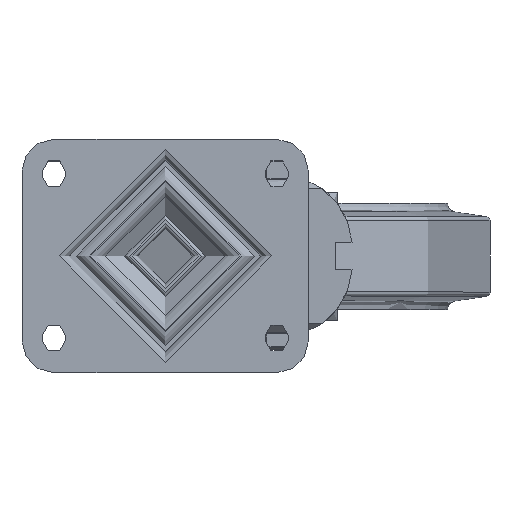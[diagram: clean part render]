
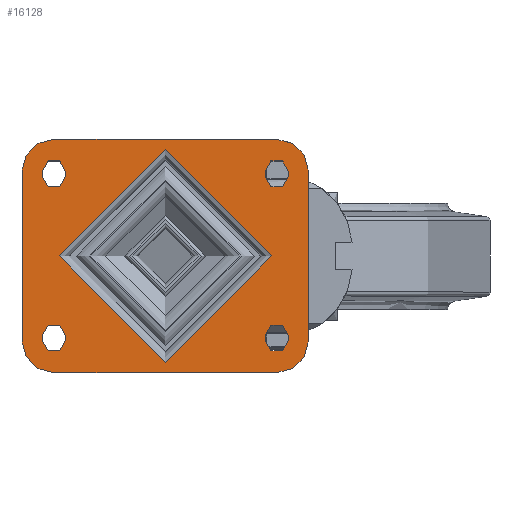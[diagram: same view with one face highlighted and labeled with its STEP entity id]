
A CAD part, top view. The second image highlights one B-rep face of the part: STEP entity #16128.
In plain terms, the highlighted planar face has unit normal (0, 0, 1).
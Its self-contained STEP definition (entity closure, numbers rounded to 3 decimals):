
#1737=FACE_BOUND('',#3906,.T.);
#1738=FACE_BOUND('',#3907,.T.);
#1739=FACE_BOUND('',#3908,.T.);
#1740=FACE_BOUND('',#3909,.T.);
#1741=FACE_BOUND('',#3910,.T.);
#1968=PLANE('',#17524);
#2826=FACE_OUTER_BOUND('',#3905,.T.);
#3905=EDGE_LOOP('',(#13695,#13696,#13697,#13698,#13699,#13700,#13701,#13702));
#3906=EDGE_LOOP('',(#13703));
#3907=EDGE_LOOP('',(#13704,#13705,#13706,#13707));
#3908=EDGE_LOOP('',(#13708,#13709,#13710,#13711));
#3909=EDGE_LOOP('',(#13712,#13713,#13714,#13715));
#3910=EDGE_LOOP('',(#13716,#13717,#13718,#13719));
#4682=LINE('',#86782,#5495);
#4683=LINE('',#86786,#5496);
#4684=LINE('',#86790,#5497);
#4685=LINE('',#86793,#5498);
#4686=LINE('',#86796,#5499);
#4687=LINE('',#86800,#5500);
#4688=LINE('',#86804,#5501);
#4689=LINE('',#86808,#5502);
#4690=LINE('',#86812,#5503);
#4691=LINE('',#86816,#5504);
#4692=LINE('',#86820,#5505);
#4693=LINE('',#86824,#5506);
#5495=VECTOR('',#20190,1000.);
#5496=VECTOR('',#20193,1000.);
#5497=VECTOR('',#20196,1000.);
#5498=VECTOR('',#20199,1000.);
#5499=VECTOR('',#20200,1000.);
#5500=VECTOR('',#20203,1000.);
#5501=VECTOR('',#20206,1000.);
#5502=VECTOR('',#20209,1000.);
#5503=VECTOR('',#20212,1000.);
#5504=VECTOR('',#20215,1000.);
#5505=VECTOR('',#20218,1000.);
#5506=VECTOR('',#20221,1000.);
#6328=CIRCLE('',#17488,49.975);
#6350=CIRCLE('',#17525,15.);
#6351=CIRCLE('',#17526,15.);
#6352=CIRCLE('',#17527,15.);
#6353=CIRCLE('',#17528,15.);
#6354=CIRCLE('',#17529,5.5);
#6355=CIRCLE('',#17530,5.5);
#6356=CIRCLE('',#17531,5.5);
#6357=CIRCLE('',#17532,5.5);
#6358=CIRCLE('',#17533,5.5);
#6359=CIRCLE('',#17534,5.5);
#6360=CIRCLE('',#17535,5.5);
#6361=CIRCLE('',#17536,5.5);
#7580=VERTEX_POINT('',#86723);
#7595=VERTEX_POINT('',#86778);
#7596=VERTEX_POINT('',#86779);
#7597=VERTEX_POINT('',#86781);
#7598=VERTEX_POINT('',#86783);
#7599=VERTEX_POINT('',#86785);
#7600=VERTEX_POINT('',#86787);
#7601=VERTEX_POINT('',#86789);
#7602=VERTEX_POINT('',#86791);
#7603=VERTEX_POINT('',#86794);
#7604=VERTEX_POINT('',#86795);
#7605=VERTEX_POINT('',#86797);
#7606=VERTEX_POINT('',#86799);
#7607=VERTEX_POINT('',#86802);
#7608=VERTEX_POINT('',#86803);
#7609=VERTEX_POINT('',#86805);
#7610=VERTEX_POINT('',#86807);
#7611=VERTEX_POINT('',#86810);
#7612=VERTEX_POINT('',#86811);
#7613=VERTEX_POINT('',#86813);
#7614=VERTEX_POINT('',#86815);
#7615=VERTEX_POINT('',#86818);
#7616=VERTEX_POINT('',#86819);
#7617=VERTEX_POINT('',#86821);
#7618=VERTEX_POINT('',#86823);
#9682=EDGE_CURVE('',#7580,#7580,#6328,.T.);
#9706=EDGE_CURVE('',#7595,#7596,#6350,.T.);
#9707=EDGE_CURVE('',#7597,#7596,#4682,.T.);
#9708=EDGE_CURVE('',#7598,#7597,#6351,.T.);
#9709=EDGE_CURVE('',#7599,#7598,#4683,.T.);
#9710=EDGE_CURVE('',#7600,#7599,#6352,.T.);
#9711=EDGE_CURVE('',#7601,#7600,#4684,.T.);
#9712=EDGE_CURVE('',#7601,#7602,#6353,.T.);
#9713=EDGE_CURVE('',#7595,#7602,#4685,.T.);
#9714=EDGE_CURVE('',#7603,#7604,#4686,.T.);
#9715=EDGE_CURVE('',#7604,#7605,#6354,.T.);
#9716=EDGE_CURVE('',#7605,#7606,#4687,.T.);
#9717=EDGE_CURVE('',#7606,#7603,#6355,.T.);
#9718=EDGE_CURVE('',#7607,#7608,#4688,.T.);
#9719=EDGE_CURVE('',#7608,#7609,#6356,.T.);
#9720=EDGE_CURVE('',#7609,#7610,#4689,.T.);
#9721=EDGE_CURVE('',#7610,#7607,#6357,.T.);
#9722=EDGE_CURVE('',#7611,#7612,#4690,.T.);
#9723=EDGE_CURVE('',#7612,#7613,#6358,.T.);
#9724=EDGE_CURVE('',#7613,#7614,#4691,.T.);
#9725=EDGE_CURVE('',#7614,#7611,#6359,.T.);
#9726=EDGE_CURVE('',#7615,#7616,#4692,.T.);
#9727=EDGE_CURVE('',#7616,#7617,#6360,.T.);
#9728=EDGE_CURVE('',#7617,#7618,#4693,.T.);
#9729=EDGE_CURVE('',#7618,#7615,#6361,.T.);
#13695=ORIENTED_EDGE('',*,*,#9706,.T.);
#13696=ORIENTED_EDGE('',*,*,#9707,.F.);
#13697=ORIENTED_EDGE('',*,*,#9708,.F.);
#13698=ORIENTED_EDGE('',*,*,#9709,.F.);
#13699=ORIENTED_EDGE('',*,*,#9710,.F.);
#13700=ORIENTED_EDGE('',*,*,#9711,.F.);
#13701=ORIENTED_EDGE('',*,*,#9712,.T.);
#13702=ORIENTED_EDGE('',*,*,#9713,.F.);
#13703=ORIENTED_EDGE('',*,*,#9682,.F.);
#13704=ORIENTED_EDGE('',*,*,#9714,.T.);
#13705=ORIENTED_EDGE('',*,*,#9715,.T.);
#13706=ORIENTED_EDGE('',*,*,#9716,.T.);
#13707=ORIENTED_EDGE('',*,*,#9717,.T.);
#13708=ORIENTED_EDGE('',*,*,#9718,.T.);
#13709=ORIENTED_EDGE('',*,*,#9719,.T.);
#13710=ORIENTED_EDGE('',*,*,#9720,.T.);
#13711=ORIENTED_EDGE('',*,*,#9721,.T.);
#13712=ORIENTED_EDGE('',*,*,#9722,.T.);
#13713=ORIENTED_EDGE('',*,*,#9723,.T.);
#13714=ORIENTED_EDGE('',*,*,#9724,.T.);
#13715=ORIENTED_EDGE('',*,*,#9725,.T.);
#13716=ORIENTED_EDGE('',*,*,#9726,.T.);
#13717=ORIENTED_EDGE('',*,*,#9727,.T.);
#13718=ORIENTED_EDGE('',*,*,#9728,.T.);
#13719=ORIENTED_EDGE('',*,*,#9729,.T.);
#16128=ADVANCED_FACE('',(#2826,#1737,#1738,#1739,#1740,#1741),#1968,.T.);
#17488=AXIS2_PLACEMENT_3D('',#86725,#20112,#20113);
#17524=AXIS2_PLACEMENT_3D('',#86777,#20186,#20187);
#17525=AXIS2_PLACEMENT_3D('',#86780,#20188,#20189);
#17526=AXIS2_PLACEMENT_3D('',#86784,#20191,#20192);
#17527=AXIS2_PLACEMENT_3D('',#86788,#20194,#20195);
#17528=AXIS2_PLACEMENT_3D('',#86792,#20197,#20198);
#17529=AXIS2_PLACEMENT_3D('',#86798,#20201,#20202);
#17530=AXIS2_PLACEMENT_3D('',#86801,#20204,#20205);
#17531=AXIS2_PLACEMENT_3D('',#86806,#20207,#20208);
#17532=AXIS2_PLACEMENT_3D('',#86809,#20210,#20211);
#17533=AXIS2_PLACEMENT_3D('',#86814,#20213,#20214);
#17534=AXIS2_PLACEMENT_3D('',#86817,#20216,#20217);
#17535=AXIS2_PLACEMENT_3D('',#86822,#20219,#20220);
#17536=AXIS2_PLACEMENT_3D('',#86825,#20222,#20223);
#20112=DIRECTION('center_axis',(0.,0.,1.));
#20113=DIRECTION('ref_axis',(-1.,0.,0.));
#20186=DIRECTION('center_axis',(0.,0.,1.));
#20187=DIRECTION('ref_axis',(1.,0.,0.));
#20188=DIRECTION('center_axis',(0.,0.,1.));
#20189=DIRECTION('ref_axis',(-1.,0.,0.));
#20190=DIRECTION('',(-1.,0.,0.));
#20191=DIRECTION('center_axis',(0.,0.,-1.));
#20192=DIRECTION('ref_axis',(1.,0.,0.));
#20193=DIRECTION('',(0.,-1.,0.));
#20194=DIRECTION('center_axis',(0.,0.,-1.));
#20195=DIRECTION('ref_axis',(0.,1.,0.));
#20196=DIRECTION('',(1.,0.,0.));
#20197=DIRECTION('center_axis',(0.,0.,1.));
#20198=DIRECTION('ref_axis',(0.,1.,0.));
#20199=DIRECTION('',(0.,1.,0.));
#20200=DIRECTION('',(0.,1.,0.));
#20201=DIRECTION('center_axis',(0.,0.,-1.));
#20202=DIRECTION('ref_axis',(-1.,0.,0.));
#20203=DIRECTION('',(0.,-1.,0.));
#20204=DIRECTION('center_axis',(0.,0.,-1.));
#20205=DIRECTION('ref_axis',(-1.,0.,0.));
#20206=DIRECTION('',(0.,-1.,0.));
#20207=DIRECTION('center_axis',(0.,0.,-1.));
#20208=DIRECTION('ref_axis',(-1.,0.,0.));
#20209=DIRECTION('',(0.,1.,0.));
#20210=DIRECTION('center_axis',(0.,0.,-1.));
#20211=DIRECTION('ref_axis',(-1.,0.,0.));
#20212=DIRECTION('',(0.,1.,0.));
#20213=DIRECTION('center_axis',(0.,0.,-1.));
#20214=DIRECTION('ref_axis',(1.,0.,0.));
#20215=DIRECTION('',(0.,-1.,0.));
#20216=DIRECTION('center_axis',(0.,0.,-1.));
#20217=DIRECTION('ref_axis',(1.,0.,0.));
#20218=DIRECTION('',(0.,-1.,0.));
#20219=DIRECTION('center_axis',(0.,0.,-1.));
#20220=DIRECTION('ref_axis',(1.,0.,0.));
#20221=DIRECTION('',(0.,1.,0.));
#20222=DIRECTION('center_axis',(0.,0.,-1.));
#20223=DIRECTION('ref_axis',(1.,0.,0.));
#86723=CARTESIAN_POINT('',(49.975,0.,0.));
#86725=CARTESIAN_POINT('Origin',(0.,0.,0.));
#86777=CARTESIAN_POINT('Origin',(0.,0.,0.));
#86778=CARTESIAN_POINT('',(-67.5,-40.,0.));
#86779=CARTESIAN_POINT('',(-52.5,-55.,0.));
#86780=CARTESIAN_POINT('Origin',(-52.5,-40.,0.));
#86781=CARTESIAN_POINT('',(52.5,-55.,0.));
#86782=CARTESIAN_POINT('',(52.5,-55.,0.));
#86783=CARTESIAN_POINT('',(67.5,-40.,0.));
#86784=CARTESIAN_POINT('Origin',(52.5,-40.,0.));
#86785=CARTESIAN_POINT('',(67.5,40.,0.));
#86786=CARTESIAN_POINT('',(67.5,40.,0.));
#86787=CARTESIAN_POINT('',(52.5,55.,0.));
#86788=CARTESIAN_POINT('Origin',(52.5,40.,0.));
#86789=CARTESIAN_POINT('',(-52.5,55.,0.));
#86790=CARTESIAN_POINT('',(-52.5,55.,0.));
#86791=CARTESIAN_POINT('',(-67.5,40.,0.));
#86792=CARTESIAN_POINT('Origin',(-52.5,40.,0.));
#86793=CARTESIAN_POINT('',(-67.5,-40.,0.));
#86794=CARTESIAN_POINT('',(47.,-40.,0.));
#86795=CARTESIAN_POINT('',(47.,-37.5,0.));
#86796=CARTESIAN_POINT('',(47.,-37.5,0.));
#86797=CARTESIAN_POINT('',(58.,-37.5,0.));
#86798=CARTESIAN_POINT('Origin',(52.5,-37.5,0.));
#86799=CARTESIAN_POINT('',(58.,-40.,0.));
#86800=CARTESIAN_POINT('',(58.,-37.5,0.));
#86801=CARTESIAN_POINT('Origin',(52.5,-40.,0.));
#86802=CARTESIAN_POINT('',(58.,40.,0.));
#86803=CARTESIAN_POINT('',(58.,37.5,0.));
#86804=CARTESIAN_POINT('',(58.,37.5,0.));
#86805=CARTESIAN_POINT('',(47.,37.5,0.));
#86806=CARTESIAN_POINT('Origin',(52.5,37.5,0.));
#86807=CARTESIAN_POINT('',(47.,40.,0.));
#86808=CARTESIAN_POINT('',(47.,37.5,0.));
#86809=CARTESIAN_POINT('Origin',(52.5,40.,0.));
#86810=CARTESIAN_POINT('',(-58.,-40.,0.));
#86811=CARTESIAN_POINT('',(-58.,-37.5,0.));
#86812=CARTESIAN_POINT('',(-58.,-37.5,0.));
#86813=CARTESIAN_POINT('',(-47.,-37.5,0.));
#86814=CARTESIAN_POINT('Origin',(-52.5,-37.5,0.));
#86815=CARTESIAN_POINT('',(-47.,-40.,0.));
#86816=CARTESIAN_POINT('',(-47.,-37.5,0.));
#86817=CARTESIAN_POINT('Origin',(-52.5,-40.,0.));
#86818=CARTESIAN_POINT('',(-47.,40.,0.));
#86819=CARTESIAN_POINT('',(-47.,37.5,0.));
#86820=CARTESIAN_POINT('',(-47.,37.5,0.));
#86821=CARTESIAN_POINT('',(-58.,37.5,0.));
#86822=CARTESIAN_POINT('Origin',(-52.5,37.5,0.));
#86823=CARTESIAN_POINT('',(-58.,40.,0.));
#86824=CARTESIAN_POINT('',(-58.,37.5,0.));
#86825=CARTESIAN_POINT('Origin',(-52.5,40.,0.));
